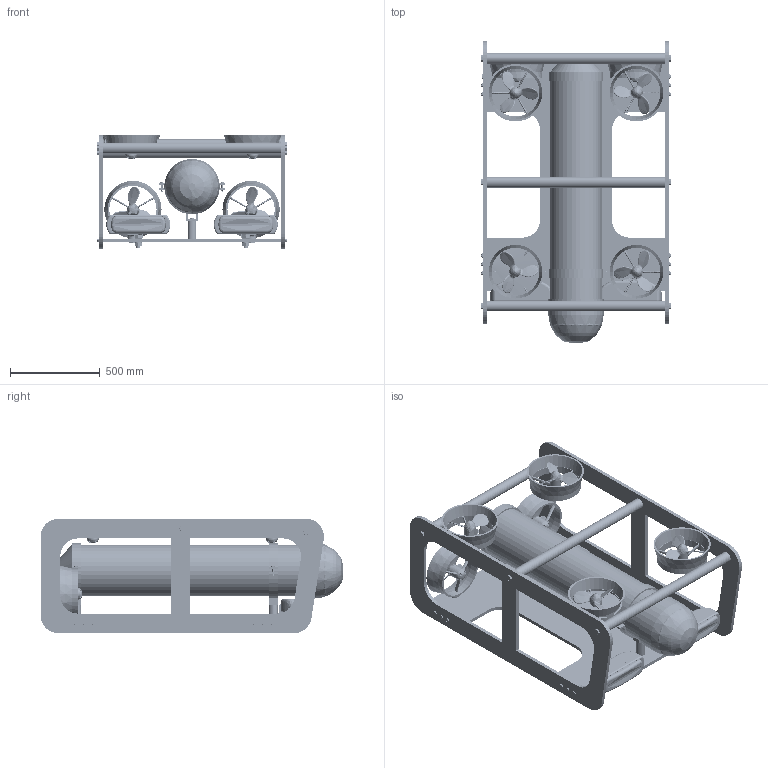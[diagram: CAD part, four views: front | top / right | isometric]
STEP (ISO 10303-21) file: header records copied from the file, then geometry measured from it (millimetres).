
FILE_DESCRIPTION(('FreeCAD Model'),'2;1');
FILE_NAME('Open CASCADE Shape Model','2025-05-03T22:36:56',('FreeCAD'),( 'FreeCAD'),'Open CASCADE STEP processor 7.6','FreeCAD','Unknown');
FILE_SCHEMA(('AUTOMOTIVE_DESIGN { 1 0 10303 214 1 1 1 1 }'));
Length unit declared in the file: millimetre
Products named in the file (1): Open CASCADE STEP translator 7.6 1
Bounding box: 1064 x 1691.64 x 640 mm (x, y, z)
Volume: 79261025.6 mm3; surface area: 11017014.6 mm2
Topology: 128 solids, 128 shells, 7214 faces, 15802 edges, 8997 vertices
Faces by surface type: bspline 3479, cylinder 1419, plane 1347, torus 364, cone 303, sphere 302
Full cylindrical faces by diameter (mm): 4 x5, 5.058 x3, 6 x36, 6.6 x24, 8.468 x3, 8.526 x26, 9.9 x2, 10 x334, 10.07 x18, 10.5 x2, 11 x13, 12 x6, 13.526 x6, 14 x24, 15 x106, 15.6 x2, 16 x12, 17.4 x4, 18 x28, 20 x2, 24 x4, 24.6 x2, 25.5 x2, 26 x6, 27 x38, 30 x1, 33 x6, 42 x1, 50 x14, 56 x1
Entity records: 400463 total; most frequent: CARTESIAN_POINT 264613, ORIENTED_EDGE 31292, DIRECTION 22135, EDGE_CURVE 15646, VERTEX_POINT 8997, AXIS2_PLACEMENT_3D 8395, FACE_BOUND 7751, EDGE_LOOP 7751
